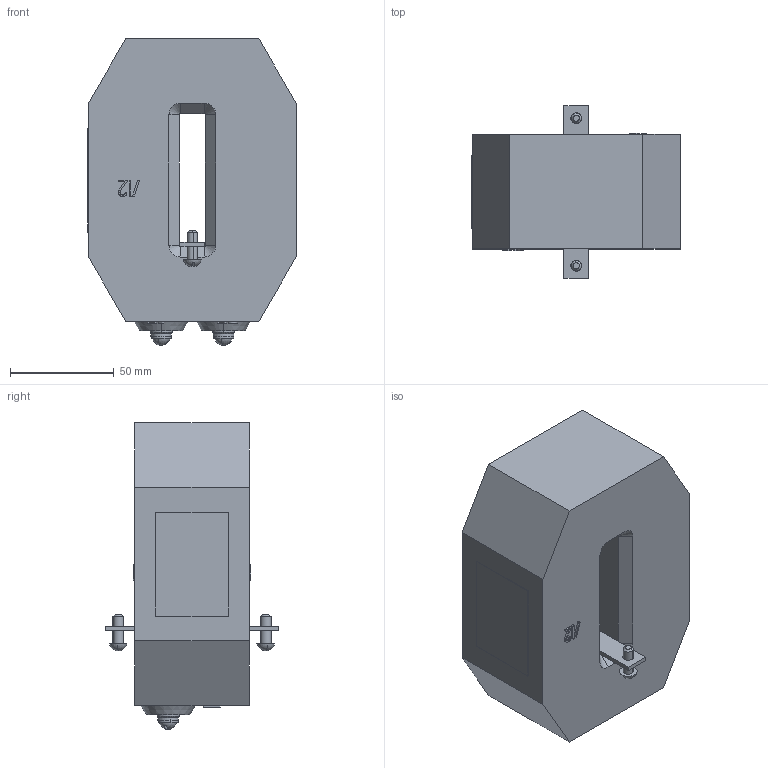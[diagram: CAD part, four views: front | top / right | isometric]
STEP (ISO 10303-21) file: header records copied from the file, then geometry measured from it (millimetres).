
FILE_DESCRIPTION (( 'STEP AP214' ), '1' );
FILE_NAME ('ﾒﾒ-0,66-ﾒﾘﾍ (300ﾀ-600ﾀ).STEP', '2023-07-31T11:25:35', ( '' ), ( '' ), 'SwSTEP 2.0', 'SolidWorks 2014', '' );
FILE_SCHEMA (( 'AUTOMOTIVE_DESIGN' ));
Length unit declared in the file: millimetre
Products named in the file (12): Êîðïóñ ÒØÍ-0,66_-I-300-600€; ﾒﾒ-0,66-ﾒﾘﾍ (300ﾀ-600ﾀ); 妈眚 󊙅4.019 梦岩 17473-80; Ïàêåò Âèíò Ì5õ10-ØÃ-Ø; ﾘ琺矜 5.65ﾃ.019 ﾃﾎﾑﾒ6402-70 (DIN127B); 妈眚 󊙅0.019 梦岩 17473-80; ﾘ琺矜 5.01.016 ﾃﾎﾑﾒ11371-70 (DIN125A); 屡扔.754312.147 亦犭梓赅; 屡扔.741131.033 想囗赅_-01; ÂÅÈÓ.671231.505 ÑÁ Ñáîðêà òðàíñôîðìàòîðà ñ çàëèâêîé_-11; 屡扔.684419.003 厌铕赅 皴痄鬻龛赅; 屡扔.758414.001-02_-02
Assembly tree (14 placements, depth 4):
  ﾒﾒ-0,66-ﾒﾘﾍ (300ﾀ-600ﾀ)
    ÂÅÈÓ.671231.505 ÑÁ Ñáîðêà òðàíñôîðìàòîðà ñ çàëèâêîé_-11
      Êîðïóñ ÒØÍ-0,66_-I-300-600€
      屡扔.684419.003 厌铕赅 皴痄鬻龛赅
        屡扔.758414.001-02_-02  x2
    屡扔.741131.033 想囗赅_-01
    屡扔.754312.147 亦犭梓赅
    Ïàêåò Âèíò Ì5õ10-ØÃ-Ø  x2
      ﾘ琺矜 5.01.016 ﾃﾎﾑﾒ11371-70 (DIN125A)
      妈眚 󊙅0.019 梦岩 17473-80
      ﾘ琺矜 5.65ﾃ.019 ﾃﾎﾑﾒ6402-70 (DIN127B)
    妈眚 󊙅4.019 梦岩 17473-80  x2
Bounding box: 100.3 x 83 x 147.46 mm (x, y, z)
Volume: 646545.4 mm3; surface area: 64066.8 mm2
Topology: 13 solids, 13 shells, 330 faces, 818 edges, 530 vertices
Faces by surface type: plane 144, bspline 90, cylinder 52, cone 36, sphere 8
Entity records: 10710 total; most frequent: CARTESIAN_POINT 4122, ORIENTED_EDGE 1372, DIRECTION 1016, EDGE_CURVE 686, VERTEX_POINT 448, LINE 396, VECTOR 396, AXIS2_PLACEMENT_3D 310
